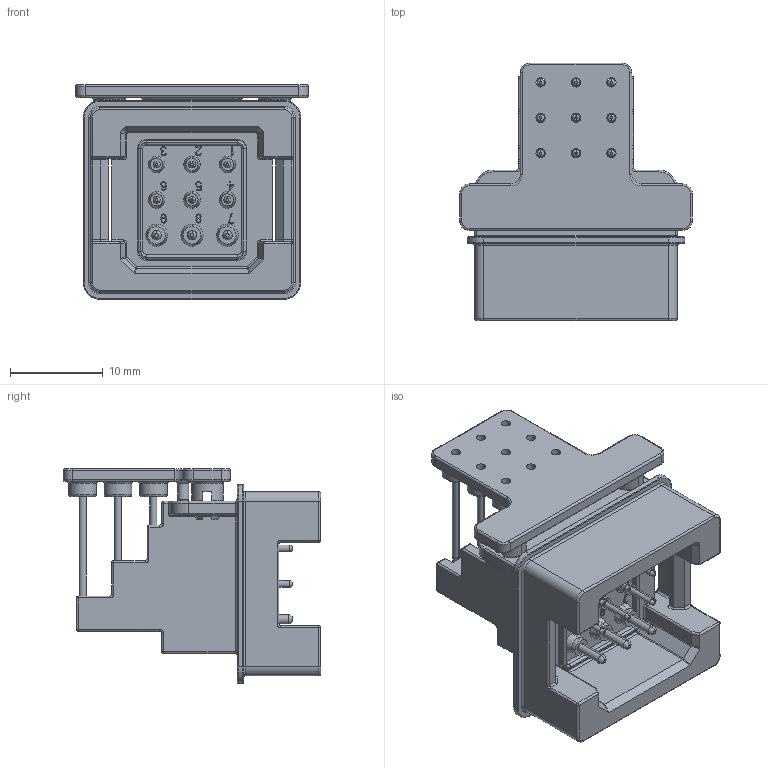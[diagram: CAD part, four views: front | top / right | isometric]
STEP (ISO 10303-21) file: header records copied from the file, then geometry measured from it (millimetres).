
FILE_DESCRIPTION((''),'2;1');
FILE_NAME('33578000523','2020-03-10T',('presta_be4'),(''),'CREO PARAMETRIC BY PTC INC, 2018360','CREO PARAMETRIC BY PTC INC, 2018360','');
FILE_SCHEMA(('CONFIG_CONTROL_DESIGN'));
Products named in the file (1): 33578000523
Bounding box: 25 x 27.7 x 23.1 mm (x, y, z)
Volume: 4711.7 mm3; surface area: 5037.1 mm2
Topology: 1 solids, 1 shells, 1348 faces, 3469 edges, 2137 vertices
Faces by surface type: plane 559, cylinder 377, torus 172, bspline 134, cone 84, sphere 22
Entity records: 59654 total; most frequent: CARTESIAN_POINT 27265, ORIENTED_EDGE 6938, DIRECTION 6616, EDGE_CURVE 3469, AXIS2_PLACEMENT_3D 2340, VERTEX_POINT 2137, VECTOR 1936, LINE 1936
